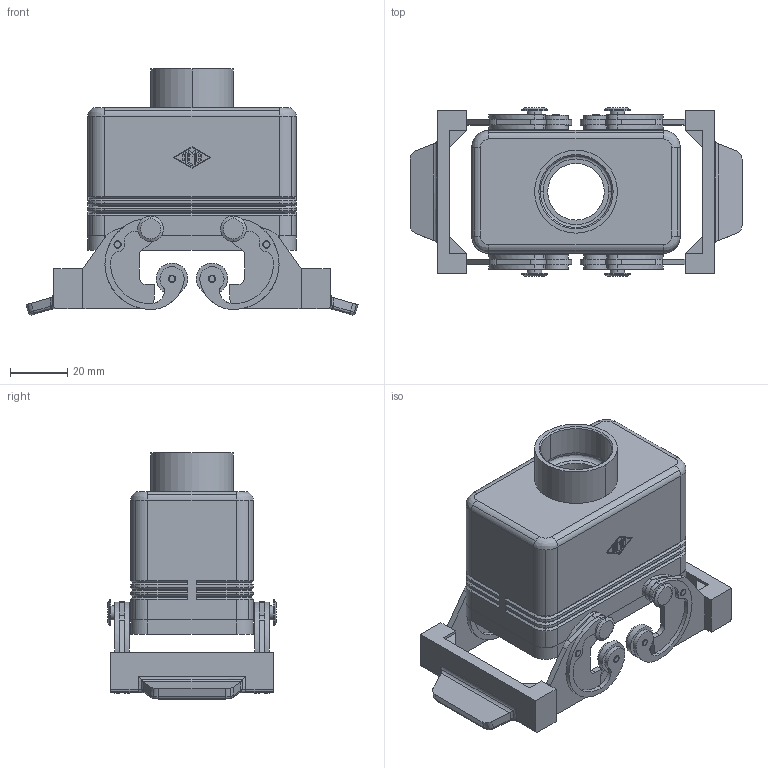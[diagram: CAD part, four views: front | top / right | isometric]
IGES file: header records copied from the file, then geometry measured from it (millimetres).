
Global section: file name: No Iges File Name specified; native system: AutoDesk Inventor R6.1; preprocessor: AutoDesk Inventor Iges Exporter R6.1; author: No Author specified; organization: No Organization specified; date: 20061221.091444; units: millimetre
Bounding box: 116.32 x 59 x 86.21 mm (x, y, z)
Volume: 71141.7 mm3; surface area: 45731.6 mm2
Topology: 1 solids, 5 shells, 771 faces, 1994 edges, 1259 vertices
Faces by surface type: bspline 262, plane 228, cylinder 141, revolution 68, cone 52, torus 20
